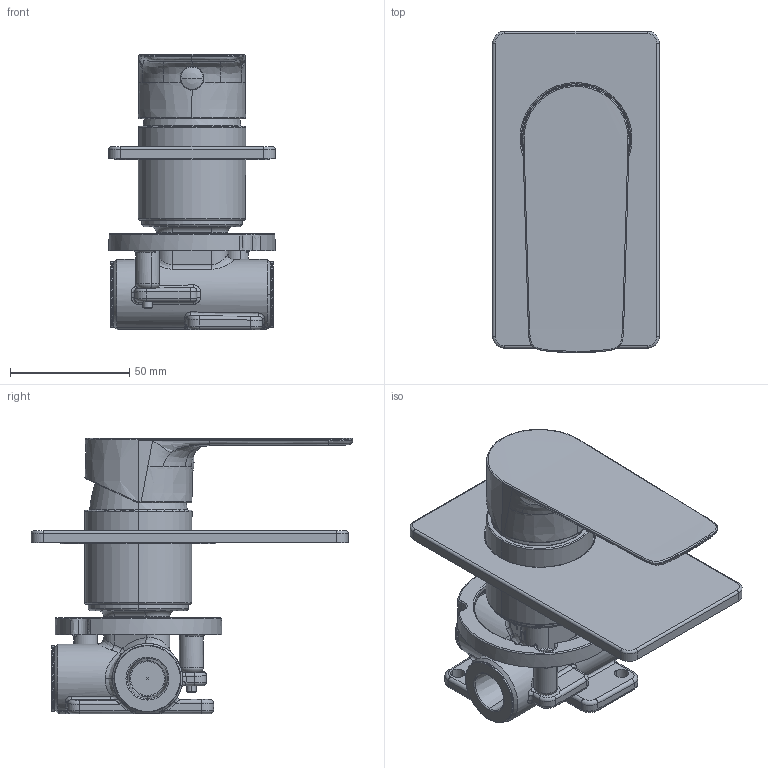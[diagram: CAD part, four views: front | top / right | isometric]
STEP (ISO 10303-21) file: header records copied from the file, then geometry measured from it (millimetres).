
FILE_DESCRIPTION((''),'2;1');
FILE_NAME('9L337500XX_ASM','2022-09-29T16:04:20',('yongjun.fang'),(''),'CREO PARAMETRIC BY PTC INC, 2019344','CREO PARAMETRIC BY PTC INC, 2019344','');
FILE_SCHEMA(('CONFIG_CONTROL_DESIGN'));
Products named in the file (18): 5A0C041202NT6_1; 5L0C0412CP_1; 5D0M0161PL_1; 5X0C0001NT_1; 5L0P0506CP_1; 5Y0P0013PL_1; 5L0101500PL0_1; 5T0F0023NT_1; 9Q316900CP_ASM_1_ASM; 5L0177500CP0_1; 5C0102400CP0_1; 5C0102400CP0A0_ASM_1_ASM; 5T0F0149NT_1; 5L0P0036CP_1; 5R9017200PL0_1; 9L337300CP_ASM_1_ASM; 9L337500CP_ASM_1_ASM; 9L337500XX_ASM
Assembly tree (20 placements, depth 5):
  9L337500XX_ASM
    9L337500CP_ASM_1_ASM
      9Q316900CP_ASM_1_ASM
        5A0C041202NT6_1
        5L0C0412CP_1
        5D0M0161PL_1
        5X0C0001NT_1
        5L0P0506CP_1
        5Y0P0013PL_1  x3
        5L0101500PL0_1
        5T0F0023NT_1  x2
      9L337300CP_ASM_1_ASM
        5L0177500CP0_1
        5C0102400CP0A0_ASM_1_ASM
          5C0102400CP0_1
        5T0F0149NT_1
        5L0P0036CP_1
        5R9017200PL0_1
Bounding box: 70 x 135 x 115.58 mm (x, y, z)
Volume: 159787.3 mm3; surface area: 110923.7 mm2
Topology: 16 solids, 16 shells, 2807 faces, 7443 edges, 4682 vertices
Faces by surface type: plane 1236, cylinder 503, bspline 484, torus 205, extrusion 194, cone 128, sphere 57
Entity records: 109128 total; most frequent: CARTESIAN_POINT 48030, ORIENTED_EDGE 13846, DIRECTION 10809, EDGE_CURVE 6923, VERTEX_POINT 4407, VECTOR 3845, LINE 3651, AXIS2_PLACEMENT_3D 3482
